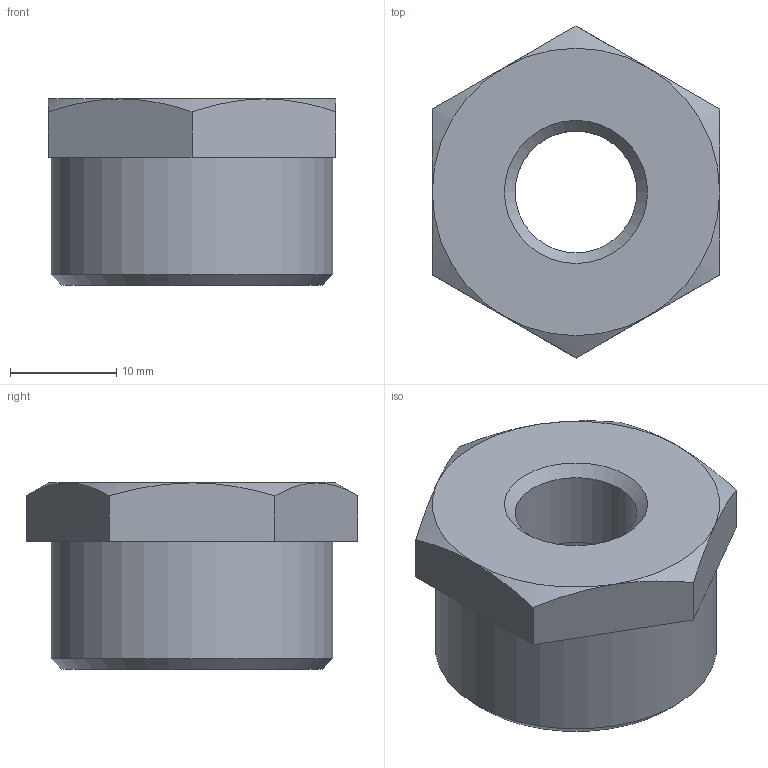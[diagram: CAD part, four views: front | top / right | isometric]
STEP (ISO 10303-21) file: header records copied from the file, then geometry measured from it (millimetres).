
FILE_DESCRIPTION((''),'2;1');
FILE_NAME('Reduzierstueck G1_4 auf R3_4 A260011504.stp','2006-04-26T13:16:33',('ScheitB'),(''),'Autodesk Inventor 10','Autodesk Inventor 10','');
FILE_SCHEMA(('AUTOMOTIVE_DESIGN { 1 0 10303 214 1 1 1 1 }'));
Length unit declared in the file: millimetre
Products named in the file (1): anrds02b
Bounding box: 27 x 31.18 x 17.5 mm (x, y, z)
Volume: 6560.4 mm3; surface area: 3215.3 mm2
Topology: 1 solids, 1 shells, 21 faces, 45 edges, 27 vertices
Faces by surface type: plane 9, cone 8, bspline 3, cylinder 1
Full cylindrical faces by diameter (mm): 26.441 x1
Entity records: 576 total; most frequent: CARTESIAN_POINT 161, DIRECTION 78, ORIENTED_EDGE 76, EDGE_CURVE 38, AXIS2_PLACEMENT_3D 33, EDGE_LOOP 30, VERTEX_POINT 26, FACE_OUTER_BOUND 21
